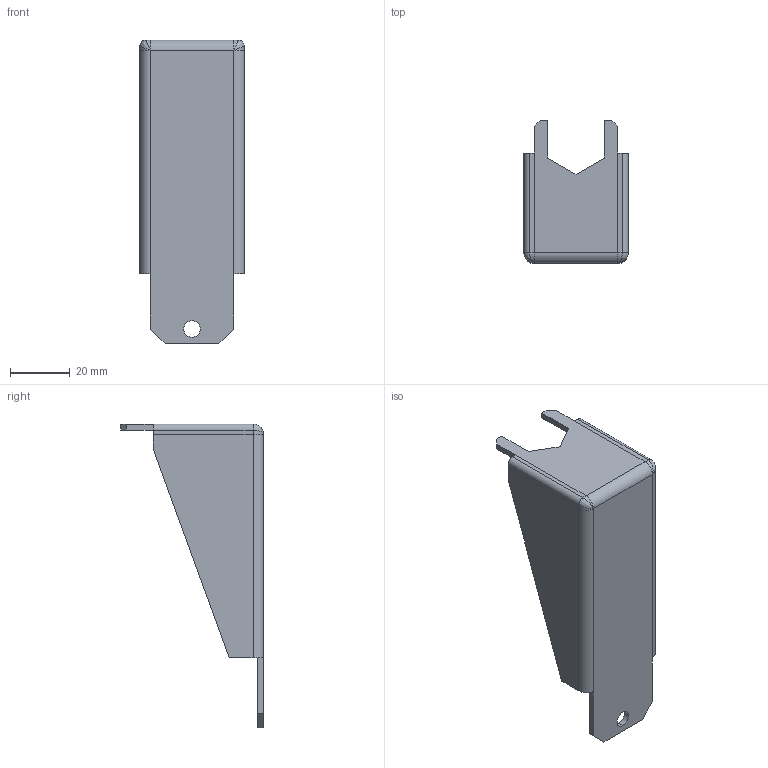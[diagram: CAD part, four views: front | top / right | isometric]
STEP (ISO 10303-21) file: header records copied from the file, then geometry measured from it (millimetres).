
FILE_DESCRIPTION (( 'STEP AP214' ), '1' );
FILE_NAME ('ASM-120-041-01-Anti_rotation.STEP', '2019-11-14T11:01:06', ( '' ), ( '' ), 'SwSTEP 2.0', 'SolidWorks 2018', '' );
FILE_SCHEMA (( 'AUTOMOTIVE_DESIGN' ));
Length unit declared in the file: millimetre
Products named in the file (1): ASM-120-041-01-Anti_rotation
Bounding box: 35 x 48 x 102 mm (x, y, z)
Volume: 15858.6 mm3; surface area: 16571.6 mm2
Topology: 1 solids, 1 shells, 61 faces, 139 edges, 78 vertices
Faces by surface type: plane 41, cylinder 18, bspline 2
Entity records: 1909 total; most frequent: CARTESIAN_POINT 389, ORIENTED_EDGE 274, DIRECTION 271, EDGE_CURVE 137, VECTOR 111, LINE 111, AXIS2_PLACEMENT_3D 80, VERTEX_POINT 78
